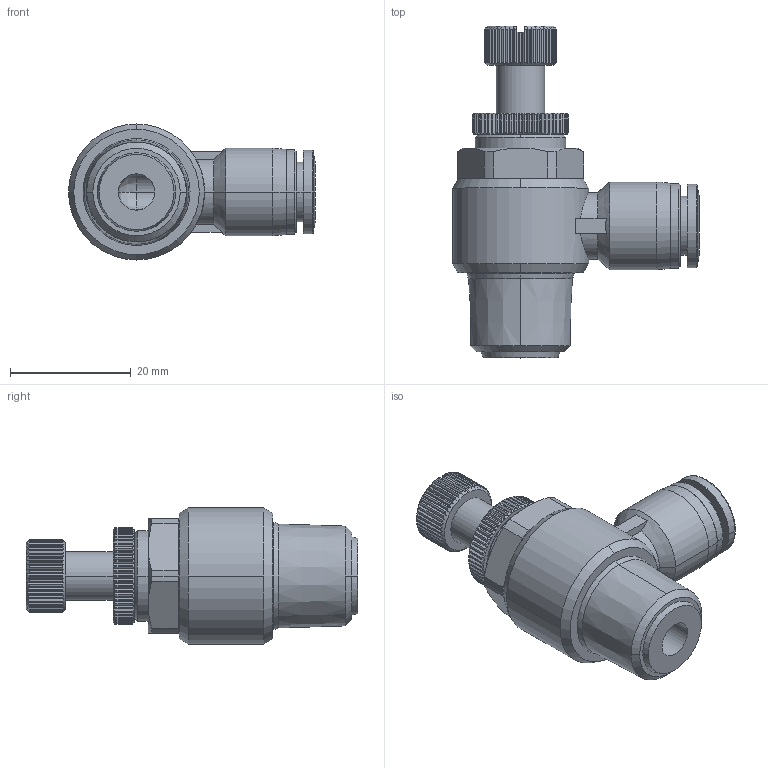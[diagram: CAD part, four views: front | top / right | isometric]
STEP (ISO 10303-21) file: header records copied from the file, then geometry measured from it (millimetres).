
FILE_DESCRIPTION (( 'STEP AP203' ), '1' );
FILE_NAME ('FVR516-38N.step', '2016-02-15T20:00:25', ( '' ), ( '' ), 'SwSTEP 2.0', 'SolidWorks 2015', '' );
FILE_SCHEMA (( 'CONFIG_CONTROL_DESIGN' ));
Length unit declared in the file: inch
Products named in the file (1): FVR516-38N
Bounding box: 40.85 x 54.9 x 22.5 mm (x, y, z)
Volume: 13646.8 mm3; surface area: 5927.6 mm2
Topology: 1 solids, 1 shells, 558 faces, 1370 edges, 823 vertices
Faces by surface type: plane 252, cone 154, cylinder 144, bspline 8
Entity records: 16944 total; most frequent: CARTESIAN_POINT 4358, ORIENTED_EDGE 2736, DIRECTION 2497, EDGE_CURVE 1368, AXIS2_PLACEMENT_3D 1034, VERTEX_POINT 823, EDGE_LOOP 571, FACE_OUTER_BOUND 558
